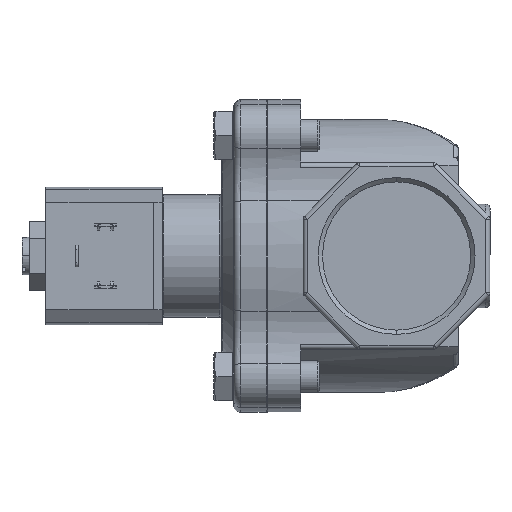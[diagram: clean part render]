
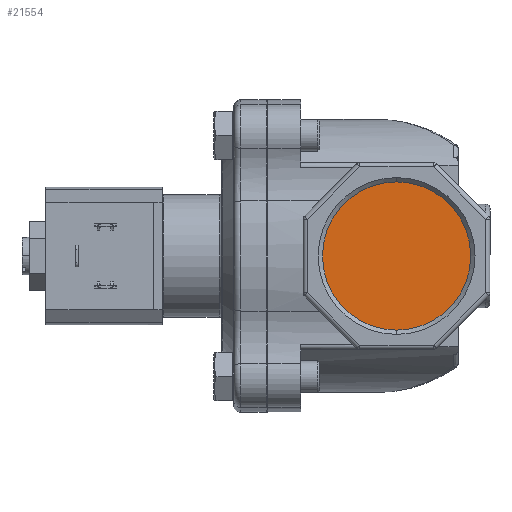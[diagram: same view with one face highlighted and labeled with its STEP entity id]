
A CAD part, left-side view. The second image highlights one B-rep face of the part: STEP entity #21554.
In plain terms, the highlighted planar face has unit normal (-1, 0, 0).
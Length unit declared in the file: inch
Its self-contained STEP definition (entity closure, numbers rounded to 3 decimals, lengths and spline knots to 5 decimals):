
#185 = PLANE ( 'NONE',  #16419 ) ;
#739 = DIRECTION ( 'NONE',  ( 1., 0., 0. ) ) ;
#747 = DIRECTION ( 'NONE',  ( 0., 0., -1. ) ) ;
#838 = CARTESIAN_POINT ( 'NONE',  ( -0.6655, -1.495, 0. ) ) ;
#4489 = CARTESIAN_POINT ( 'NONE',  ( -0.6655, -1.495, 0. ) ) ;
#4509 = ORIENTED_EDGE ( 'NONE', *, *, #19989, .F. ) ;
#6393 = CIRCLE ( 'NONE', #19107, 0.859 ) ;
#7098 = CIRCLE ( 'NONE', #21462, 0.859 ) ;
#7474 = EDGE_LOOP ( 'NONE', ( #15686, #4509 ) ) ;
#8699 = VERTEX_POINT ( 'NONE', #21374 ) ;
#15395 = DIRECTION ( 'NONE',  ( -1., 0., 0. ) ) ;
#15686 = ORIENTED_EDGE ( 'NONE', *, *, #22735, .F. ) ;
#16419 = AXIS2_PLACEMENT_3D ( 'NONE', #838, #15395, #747 ) ;
#17260 = DIRECTION ( 'NONE',  ( 1., 0., 0. ) ) ;
#17688 = DIRECTION ( 'NONE',  ( 0., 0., -1. ) ) ;
#17875 = VERTEX_POINT ( 'NONE', #21930 ) ;
#19107 = AXIS2_PLACEMENT_3D ( 'NONE', #4489, #17260, #25503 ) ;
#19699 = FACE_OUTER_BOUND ( 'NONE', #7474, .T. ) ;
#19989 = EDGE_CURVE ( 'NONE', #8699, #17875, #7098, .T. ) ;
#21374 = CARTESIAN_POINT ( 'NONE',  ( -0.6655, -1.495, -0.859 ) ) ;
#21462 = AXIS2_PLACEMENT_3D ( 'NONE', #21795, #739, #17688 ) ;
#21554 = ADVANCED_FACE ( 'NONE', ( #19699 ), #185, .T. ) ;
#21795 = CARTESIAN_POINT ( 'NONE',  ( -0.6655, -1.495, 0. ) ) ;
#21930 = CARTESIAN_POINT ( 'NONE',  ( -0.6655, -1.495, 0.859 ) ) ;
#22735 = EDGE_CURVE ( 'NONE', #17875, #8699, #6393, .T. ) ;
#25503 = DIRECTION ( 'NONE',  ( 0., 0., -1. ) ) ;
